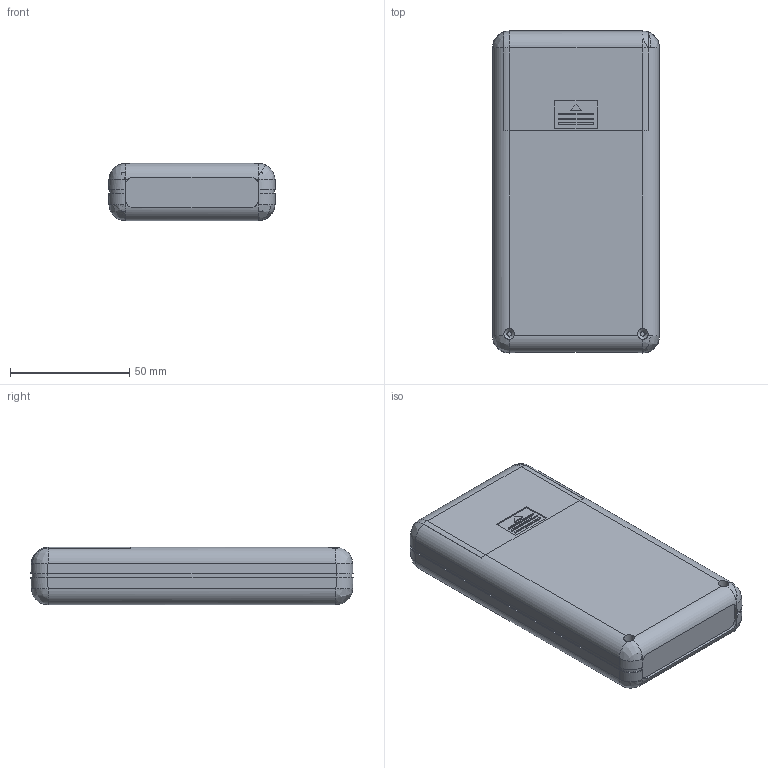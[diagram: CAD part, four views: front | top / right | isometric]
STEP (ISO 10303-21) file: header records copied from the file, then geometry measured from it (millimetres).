
FILE_DESCRIPTION (( 'STEP AP214' ), '1' );
FILE_NAME ('G939G G939B.STEP', '2013-06-06T05:42:12', ( 'NEF User' ), ( 'NEF User' ), 'SwSTEP 2.0', 'SolidWorks 2012', '' );
FILE_SCHEMA (( 'AUTOMOTIVE_DESIGN' ));
Length unit declared in the file: millimetre
Products named in the file (1): G939G G939B
Bounding box: 70 x 135 x 24 mm (x, y, z)
Volume: 59332.4 mm3; surface area: 68025.2 mm2
Topology: 4 solids, 4 shells, 514 faces, 1412 edges, 911 vertices
Faces by surface type: plane 301, cylinder 176, bspline 21, cone 16
Entity records: 22616 total; most frequent: CARTESIAN_POINT 10149, ORIENTED_EDGE 2806, DIRECTION 2197, EDGE_CURVE 1403, VECTOR 937, LINE 937, VERTEX_POINT 911, AXIS2_PLACEMENT_3D 630
